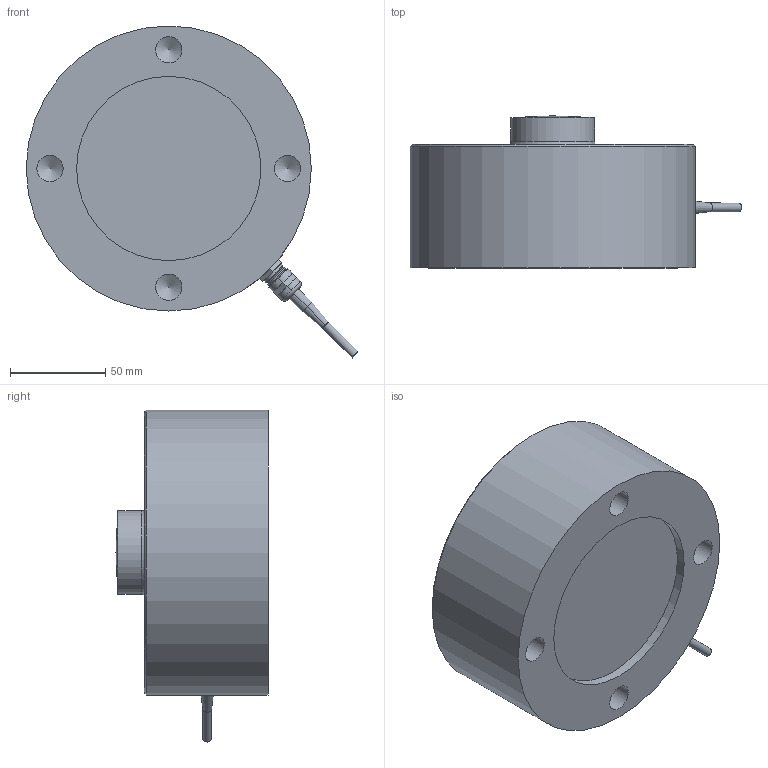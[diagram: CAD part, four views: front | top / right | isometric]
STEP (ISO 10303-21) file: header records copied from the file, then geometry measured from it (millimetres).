
FILE_DESCRIPTION( ( 'Unknown' ), '1' );
FILE_NAME( 'K450-500-1000kN.stp', 'Unknown', ( 'Unknown' ), ( 'Unknown' ), 'PSStep 17.0.49', 'Unknown', ' ' );
FILE_SCHEMA( ( 'AUTOMOTIVE_DESIGN { 1 0 10303 214 1 1 1 1 }' ) );
Length unit declared in the file: millimetre
Products named in the file (4): Assem1; 1244-001_doc-00054048; pg7_doc-00007707; kabeldurchmesser 3_doc-00010703
Assembly tree (3 placements, depth 2):
  Assem1
    1244-001_doc-00054048
    pg7_doc-00007707
    kabeldurchmesser 3_doc-00010703
Bounding box: 174.44 x 80 x 174.73 mm (x, y, z)
Volume: 1112114.9 mm3; surface area: 77614.1 mm2
Topology: 3 solids, 3 shells, 89 faces, 199 edges, 123 vertices
Faces by surface type: plane 37, cylinder 26, cone 21, torus 4, sphere 1
Full cylindrical faces by diameter (mm): 4.6 x2, 13.835 x4, 20 x1, 44 x1, 97 x1, 150 x1
Entity records: 3798 total; most frequent: CARTESIAN_POINT 1468, ORIENTED_EDGE 332, DIRECTION 234, EDGE_CURVE 166, B_SPLINE_CURVE_WITH_KNOTS 142, AXIS2_PLACEMENT_3D 117, EDGE_LOOP 116, VERTEX_POINT 113
